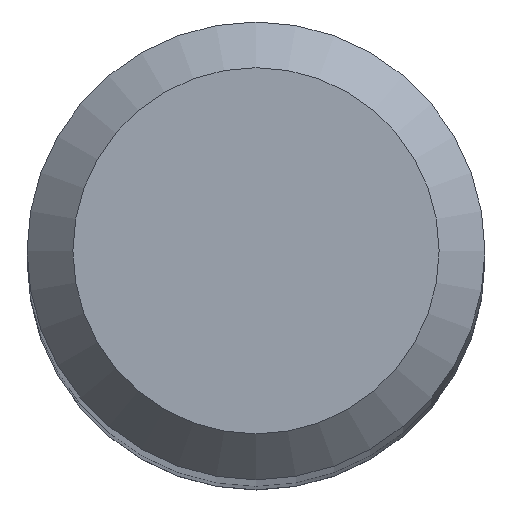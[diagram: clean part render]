
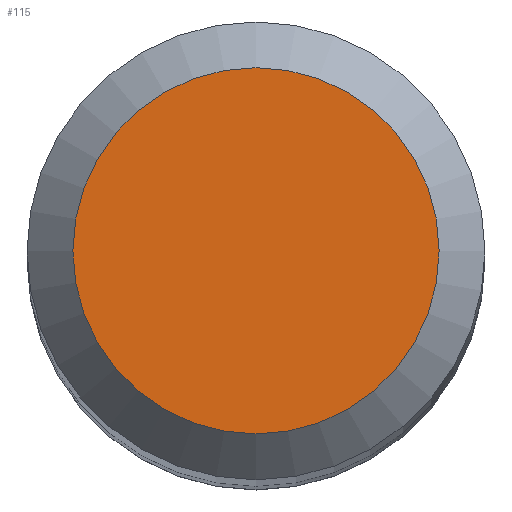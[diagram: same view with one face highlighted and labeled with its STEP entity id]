
A CAD part, top view. The second image highlights one B-rep face of the part: STEP entity #115.
In plain terms, the highlighted planar face has unit normal (0, 0, 1).
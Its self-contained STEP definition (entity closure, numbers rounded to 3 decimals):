
#115=ADVANCED_FACE('',(#123),#119,.F.);
#119=PLANE('',#444);
#123=FACE_OUTER_BOUND('',#143,.T.);
#143=EDGE_LOOP('',(#163));
#163=ORIENTED_EDGE('',*,*,#183,.F.);
#173=VERTEX_POINT('',#626);
#183=EDGE_CURVE('',#173,#173,#204,.T.);
#204=CIRCLE('',#442,4.);
#442=AXIS2_PLACEMENT_3D('',#625,#523,#524);
#444=AXIS2_PLACEMENT_3D('',#628,#527,#528);
#523=DIRECTION('',(0.,0.,-1.));
#524=DIRECTION('',(-1.,0.,0.));
#527=DIRECTION('',(0.,0.,-1.));
#528=DIRECTION('',(-1.,0.,0.));
#625=CARTESIAN_POINT('',(0.,0.,0.));
#626=CARTESIAN_POINT('',(-4.,0.,0.));
#628=CARTESIAN_POINT('',(0.,0.,0.));
